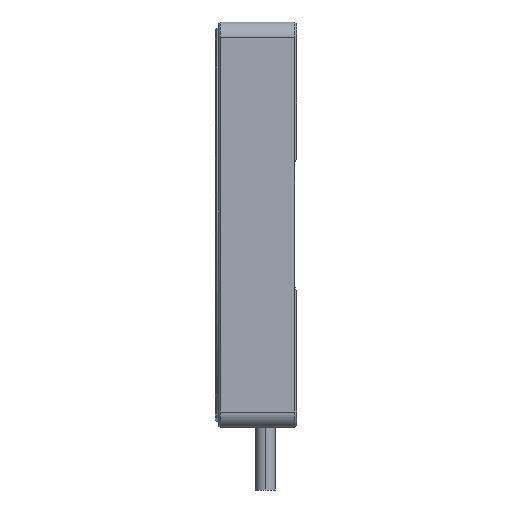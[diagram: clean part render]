
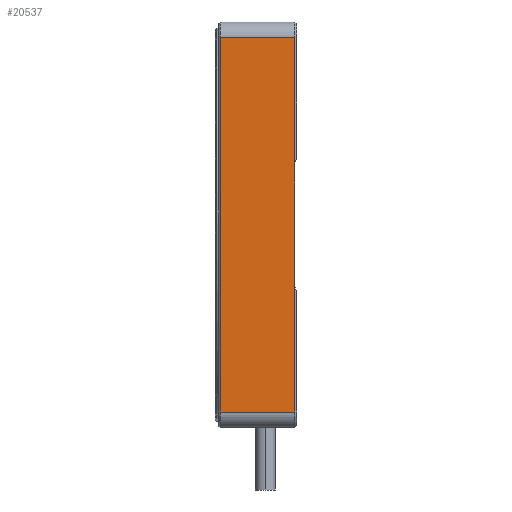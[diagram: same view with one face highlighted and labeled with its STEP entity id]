
A CAD part, left-side view. The second image highlights one B-rep face of the part: STEP entity #20537.
In plain terms, the highlighted planar face has unit normal (-1, 0, 0).
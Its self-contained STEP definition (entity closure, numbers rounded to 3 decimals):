
#595 = VERTEX_POINT ( 'NONE', #50984 ) ;
#3395 = VERTEX_POINT ( 'NONE', #42779 ) ;
#3951 = LINE ( 'NONE', #20227, #34141 ) ;
#4396 = VECTOR ( 'NONE', #29235, 1000. ) ;
#5088 = VERTEX_POINT ( 'NONE', #51108 ) ;
#5135 = DIRECTION ( 'NONE',  ( 0., 1., 0. ) ) ;
#5522 = CARTESIAN_POINT ( 'NONE',  ( -32.5, 12.5, 32.5 ) ) ;
#5880 = CARTESIAN_POINT ( 'NONE',  ( -32.5, 12.5, -30. ) ) ;
#7982 = DIRECTION ( 'NONE',  ( 0., 0., 1. ) ) ;
#8311 = EDGE_CURVE ( 'NONE', #595, #26670, #23018, .T. ) ;
#10083 = DIRECTION ( 'NONE',  ( 0., 0., -1. ) ) ;
#10355 = EDGE_CURVE ( 'NONE', #3395, #595, #41612, .T. ) ;
#12631 = ORIENTED_EDGE ( 'NONE', *, *, #10355, .T. ) ;
#13364 = CARTESIAN_POINT ( 'NONE',  ( -32.5, 0.3, 9.926 ) ) ;
#15274 = VERTEX_POINT ( 'NONE', #32459 ) ;
#16002 = EDGE_CURVE ( 'NONE', #46158, #15274, #3951, .T. ) ;
#16674 = EDGE_CURVE ( 'NONE', #46158, #3395, #51434, .T. ) ;
#18103 = FACE_OUTER_BOUND ( 'NONE', #28594, .T. ) ;
#19492 = ORIENTED_EDGE ( 'NONE', *, *, #8311, .T. ) ;
#20227 = CARTESIAN_POINT ( 'NONE',  ( -32.5, 0.3, 32.5 ) ) ;
#20537 = ADVANCED_FACE ( 'NONE', ( #18103 ), #25234, .F. ) ;
#22533 = CARTESIAN_POINT ( 'NONE',  ( -32.5, 12.2, -30. ) ) ;
#23018 = LINE ( 'NONE', #41985, #4396 ) ;
#25234 = PLANE ( 'NONE',  #34336 ) ;
#26379 = CARTESIAN_POINT ( 'NONE',  ( -32.5, 0.3, 30. ) ) ;
#26670 = VERTEX_POINT ( 'NONE', #22533 ) ;
#27318 = ORIENTED_EDGE ( 'NONE', *, *, #16002, .F. ) ;
#27526 = VECTOR ( 'NONE', #7982, 1000. ) ;
#27655 = LINE ( 'NONE', #44197, #27526 ) ;
#28594 = EDGE_LOOP ( 'NONE', ( #44287, #39936, #27318, #47203, #12631, #19492 ) ) ;
#29235 = DIRECTION ( 'NONE',  ( 0., 0., -1. ) ) ;
#30885 = VECTOR ( 'NONE', #43136, 1000. ) ;
#32459 = CARTESIAN_POINT ( 'NONE',  ( -32.5, 0.3, -9.926 ) ) ;
#34141 = VECTOR ( 'NONE', #49008, 1000. ) ;
#34336 = AXIS2_PLACEMENT_3D ( 'NONE', #5522, #49521, #10083 ) ;
#39131 = LINE ( 'NONE', #5880, #30885 ) ;
#39936 = ORIENTED_EDGE ( 'NONE', *, *, #42087, .T. ) ;
#41591 = EDGE_CURVE ( 'NONE', #26670, #5088, #39131, .T. ) ;
#41612 = LINE ( 'NONE', #49926, #46564 ) ;
#41985 = CARTESIAN_POINT ( 'NONE',  ( -32.5, 12.2, 32.5 ) ) ;
#42087 = EDGE_CURVE ( 'NONE', #5088, #15274, #27655, .T. ) ;
#42341 = DIRECTION ( 'NONE',  ( 0., 0., 1. ) ) ;
#42779 = CARTESIAN_POINT ( 'NONE',  ( -32.5, 0.3, 30. ) ) ;
#43136 = DIRECTION ( 'NONE',  ( 0., -1., 0. ) ) ;
#44197 = CARTESIAN_POINT ( 'NONE',  ( -32.5, 0.3, -9.926 ) ) ;
#44287 = ORIENTED_EDGE ( 'NONE', *, *, #41591, .T. ) ;
#46158 = VERTEX_POINT ( 'NONE', #13364 ) ;
#46419 = VECTOR ( 'NONE', #42341, 1000. ) ;
#46564 = VECTOR ( 'NONE', #5135, 1000. ) ;
#47203 = ORIENTED_EDGE ( 'NONE', *, *, #16674, .T. ) ;
#49008 = DIRECTION ( 'NONE',  ( 0., 0., -1. ) ) ;
#49521 = DIRECTION ( 'NONE',  ( 1., 0., 0. ) ) ;
#49926 = CARTESIAN_POINT ( 'NONE',  ( -32.5, 12.5, 30. ) ) ;
#50984 = CARTESIAN_POINT ( 'NONE',  ( -32.5, 12.2, 30. ) ) ;
#51108 = CARTESIAN_POINT ( 'NONE',  ( -32.5, 0.3, -30. ) ) ;
#51434 = LINE ( 'NONE', #26379, #46419 ) ;
